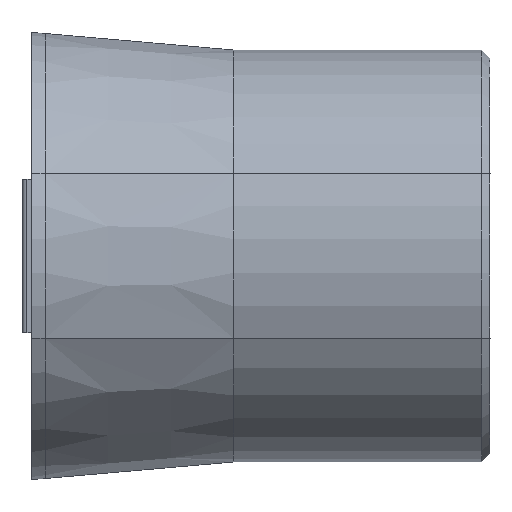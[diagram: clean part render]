
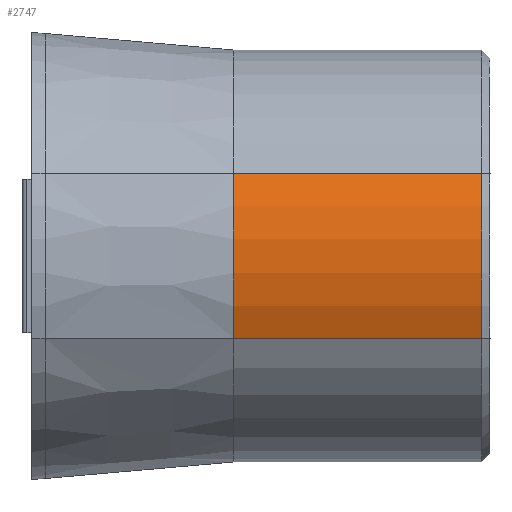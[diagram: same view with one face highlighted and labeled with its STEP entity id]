
A CAD part, front view. The second image highlights one B-rep face of the part: STEP entity #2747.
In plain terms, the highlighted cylindrical face has radius 12.5 mm (diameter 25 mm), a partial arc.
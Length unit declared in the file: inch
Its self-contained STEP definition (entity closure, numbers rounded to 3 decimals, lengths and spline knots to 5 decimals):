
#18 = DIRECTION ( 'NONE',  ( 0., 1., 0. ) ) ;
#56 = EDGE_CURVE ( 'NONE', #3768, #547, #319, .T. ) ;
#111 = EDGE_CURVE ( 'NONE', #2481, #547, #3666, .T. ) ;
#128 = EDGE_CURVE ( 'NONE', #587, #2481, #1337, .T. ) ;
#319 = CIRCLE ( 'NONE', #442, 0.49213 ) ;
#342 = CARTESIAN_POINT ( 'NONE',  ( 1.06299, -0.45113, 0.19665 ) ) ;
#351 = CARTESIAN_POINT ( 'NONE',  ( 0.45, 0., 0. ) ) ;
#382 = CARTESIAN_POINT ( 'NONE',  ( 0.45, -0.45113, 0.19665 ) ) ;
#442 = AXIS2_PLACEMENT_3D ( 'NONE', #2820, #3424, #18 ) ;
#489 = ORIENTED_EDGE ( 'NONE', *, *, #111, .T. ) ;
#547 = VERTEX_POINT ( 'NONE', #2776 ) ;
#587 = VERTEX_POINT ( 'NONE', #382 ) ;
#781 = ORIENTED_EDGE ( 'NONE', *, *, #128, .T. ) ;
#1024 = VECTOR ( 'NONE', #2466, 39.37008 ) ;
#1337 = CIRCLE ( 'NONE', #1972, 0.49213 ) ;
#1479 = DIRECTION ( 'NONE',  ( 0., 0., 1. ) ) ;
#1528 = EDGE_CURVE ( 'NONE', #3768, #587, #1878, .T. ) ;
#1718 = CARTESIAN_POINT ( 'NONE',  ( 0.7565, 0., 0. ) ) ;
#1878 = LINE ( 'NONE', #342, #2921 ) ;
#1886 = AXIS2_PLACEMENT_3D ( 'NONE', #1718, #3252, #1479 ) ;
#1972 = AXIS2_PLACEMENT_3D ( 'NONE', #351, #3048, #3702 ) ;
#2466 = DIRECTION ( 'NONE',  ( 1., 0., 0. ) ) ;
#2481 = VERTEX_POINT ( 'NONE', #2620 ) ;
#2620 = CARTESIAN_POINT ( 'NONE',  ( 0.45, -0.45113, -0.19665 ) ) ;
#2731 = ORIENTED_EDGE ( 'NONE', *, *, #56, .F. ) ;
#2747 = ADVANCED_FACE ( 'NONE', ( #3595 ), #3316, .T. ) ;
#2776 = CARTESIAN_POINT ( 'NONE',  ( 1.04331, -0.45113, -0.19665 ) ) ;
#2820 = CARTESIAN_POINT ( 'NONE',  ( 1.04331, 0., 0. ) ) ;
#2921 = VECTOR ( 'NONE', #3134, 39.37008 ) ;
#3048 = DIRECTION ( 'NONE',  ( 1., 0., 0. ) ) ;
#3134 = DIRECTION ( 'NONE',  ( -1., 0., 0. ) ) ;
#3252 = DIRECTION ( 'NONE',  ( -1., 0., 0. ) ) ;
#3316 = CYLINDRICAL_SURFACE ( 'NONE', #1886, 0.49213 ) ;
#3424 = DIRECTION ( 'NONE',  ( 1., 0., 0. ) ) ;
#3562 = EDGE_LOOP ( 'NONE', ( #489, #2731, #3773, #781 ) ) ;
#3595 = FACE_OUTER_BOUND ( 'NONE', #3562, .T. ) ;
#3666 = LINE ( 'NONE', #3738, #1024 ) ;
#3702 = DIRECTION ( 'NONE',  ( 0., 0., 1. ) ) ;
#3738 = CARTESIAN_POINT ( 'NONE',  ( 1.06299, -0.45113, -0.19665 ) ) ;
#3768 = VERTEX_POINT ( 'NONE', #3878 ) ;
#3773 = ORIENTED_EDGE ( 'NONE', *, *, #1528, .T. ) ;
#3878 = CARTESIAN_POINT ( 'NONE',  ( 1.04331, -0.45113, 0.19665 ) ) ;
